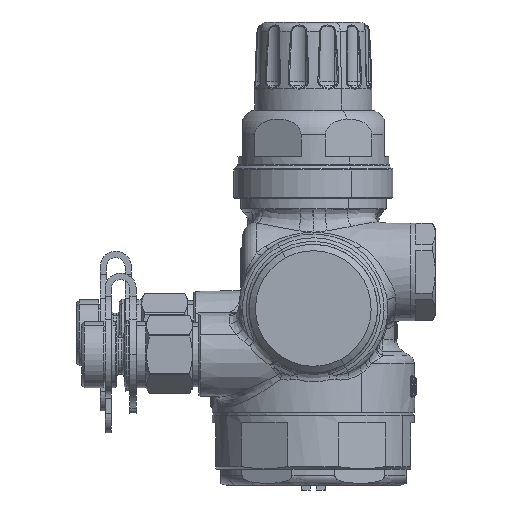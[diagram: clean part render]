
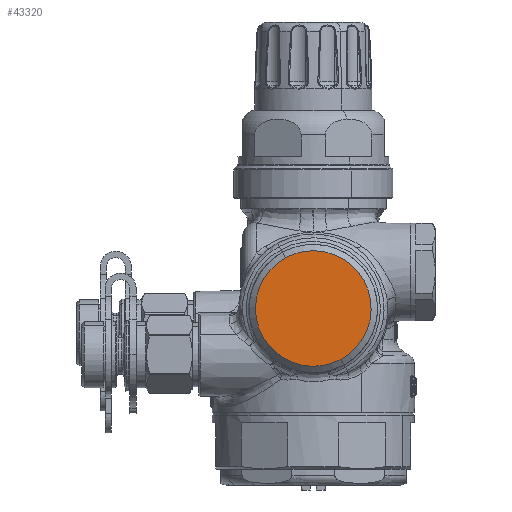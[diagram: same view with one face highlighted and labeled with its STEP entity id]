
A CAD part, front view. The second image highlights one B-rep face of the part: STEP entity #43320.
In plain terms, the highlighted planar face has unit normal (0, -1, 0).
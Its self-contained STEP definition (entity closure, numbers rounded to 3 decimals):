
#43297=CARTESIAN_POINT('Axis2P3D Location',(0.,-35.,11.85)) ;
#43302=CARTESIAN_POINT('Axis2P3D Location',(0.,-35.,0.)) ;
#43306=CARTESIAN_POINT('Vertex',(5.681,-35.,-10.399)) ;
#43308=CARTESIAN_POINT('Vertex',(-5.681,-35.,10.399)) ;
#43311=CARTESIAN_POINT('Axis2P3D Location',(0.,-35.,0.)) ;
#43298=DIRECTION('Axis2P3D Direction',(0.,-1.,0.)) ;
#43299=DIRECTION('Axis2P3D XDirection',(1.,0.,0.)) ;
#43303=DIRECTION('Axis2P3D Direction',(0.,-1.,0.)) ;
#43312=DIRECTION('Axis2P3D Direction',(0.,-1.,0.)) ;
#43300=AXIS2_PLACEMENT_3D('Plane Axis2P3D',#43297,#43298,#43299) ;
#43304=AXIS2_PLACEMENT_3D('Circle Axis2P3D',#43302,#43303,$) ;
#43313=AXIS2_PLACEMENT_3D('Circle Axis2P3D',#43311,#43312,$) ;
#43305=CIRCLE('generated circle',#43304,11.85) ;
#43314=CIRCLE('generated circle',#43313,11.85) ;
#43301=PLANE('',#43300) ;
#43310=EDGE_CURVE('',#43307,#43309,#43305,.T.) ;
#43315=EDGE_CURVE('',#43309,#43307,#43314,.T.) ;
#43317=ORIENTED_EDGE('',*,*,#43310,.T.) ;
#43318=ORIENTED_EDGE('',*,*,#43315,.T.) ;
#43316=EDGE_LOOP('',(#43317,#43318)) ;
#43307=VERTEX_POINT('',#43306) ;
#43309=VERTEX_POINT('',#43308) ;
#43320=ADVANCED_FACE('PartBody',(#43319),#43301,.T.) ;
#43319=FACE_OUTER_BOUND('',#43316,.T.) ;
